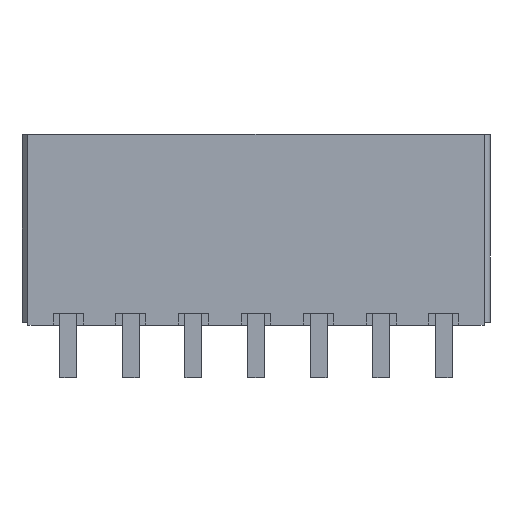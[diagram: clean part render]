
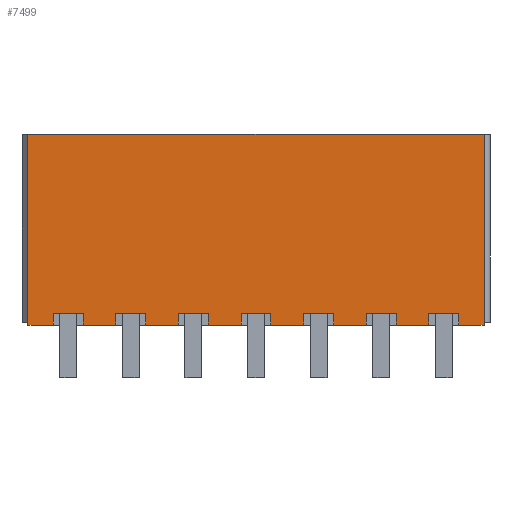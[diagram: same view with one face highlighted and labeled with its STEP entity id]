
A CAD part, top view. The second image highlights one B-rep face of the part: STEP entity #7499.
In plain terms, the highlighted planar face has unit normal (0, 0, 1).
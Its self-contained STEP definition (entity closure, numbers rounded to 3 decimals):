
#9=DIRECTION('',(0.,-1.,0.));
#10=VECTOR('',#9,12.8);
#11=CARTESIAN_POINT('',(-15.3,12.8,4.8));
#12=LINE('',#11,#10);
#565=DIRECTION('',(1.,0.,0.));
#566=VECTOR('',#565,1.7);
#567=CARTESIAN_POINT('',(13.6,0.,4.8));
#568=LINE('',#567,#566);
#585=DIRECTION('',(1.,0.,0.));
#586=VECTOR('',#585,2.2);
#587=CARTESIAN_POINT('',(9.4,0.,4.8));
#588=LINE('',#587,#586);
#613=DIRECTION('',(1.,0.,0.));
#614=VECTOR('',#613,2.2);
#615=CARTESIAN_POINT('',(5.2,0.,4.8));
#616=LINE('',#615,#614);
#641=DIRECTION('',(1.,0.,0.));
#642=VECTOR('',#641,2.2);
#643=CARTESIAN_POINT('',(1.,0.,4.8));
#644=LINE('',#643,#642);
#669=DIRECTION('',(1.,0.,0.));
#670=VECTOR('',#669,2.2);
#671=CARTESIAN_POINT('',(-3.2,0.,4.8));
#672=LINE('',#671,#670);
#697=DIRECTION('',(1.,0.,0.));
#698=VECTOR('',#697,2.2);
#699=CARTESIAN_POINT('',(-7.4,0.,4.8));
#700=LINE('',#699,#698);
#725=DIRECTION('',(1.,0.,0.));
#726=VECTOR('',#725,1.7);
#727=CARTESIAN_POINT('',(-15.3,0.,4.8));
#728=LINE('',#727,#726);
#737=DIRECTION('',(1.,0.,0.));
#738=VECTOR('',#737,2.2);
#739=CARTESIAN_POINT('',(-11.6,0.,4.8));
#740=LINE('',#739,#738);
#1013=DIRECTION('',(1.,0.,0.));
#1014=VECTOR('',#1013,30.6);
#1015=CARTESIAN_POINT('',(-15.3,12.8,4.8));
#1016=LINE('',#1015,#1014);
#1017=DIRECTION('',(0.,1.,0.));
#1018=VECTOR('',#1017,0.8);
#1019=CARTESIAN_POINT('',(13.6,0.,4.8));
#1020=LINE('',#1019,#1018);
#1021=DIRECTION('',(1.,0.,0.));
#1022=VECTOR('',#1021,2.);
#1023=CARTESIAN_POINT('',(11.6,0.8,4.8));
#1024=LINE('',#1023,#1022);
#1025=DIRECTION('',(0.,1.,0.));
#1026=VECTOR('',#1025,0.8);
#1027=CARTESIAN_POINT('',(11.6,0.,4.8));
#1028=LINE('',#1027,#1026);
#1029=DIRECTION('',(0.,1.,0.));
#1030=VECTOR('',#1029,0.8);
#1031=CARTESIAN_POINT('',(9.4,0.,4.8));
#1032=LINE('',#1031,#1030);
#1033=DIRECTION('',(1.,0.,0.));
#1034=VECTOR('',#1033,2.);
#1035=CARTESIAN_POINT('',(7.4,0.8,4.8));
#1036=LINE('',#1035,#1034);
#1037=DIRECTION('',(0.,1.,0.));
#1038=VECTOR('',#1037,0.8);
#1039=CARTESIAN_POINT('',(7.4,0.,4.8));
#1040=LINE('',#1039,#1038);
#1041=DIRECTION('',(0.,1.,0.));
#1042=VECTOR('',#1041,0.8);
#1043=CARTESIAN_POINT('',(5.2,0.,4.8));
#1044=LINE('',#1043,#1042);
#1045=DIRECTION('',(1.,0.,0.));
#1046=VECTOR('',#1045,2.);
#1047=CARTESIAN_POINT('',(3.2,0.8,4.8));
#1048=LINE('',#1047,#1046);
#1049=DIRECTION('',(0.,1.,0.));
#1050=VECTOR('',#1049,0.8);
#1051=CARTESIAN_POINT('',(3.2,0.,4.8));
#1052=LINE('',#1051,#1050);
#1053=DIRECTION('',(0.,1.,0.));
#1054=VECTOR('',#1053,0.8);
#1055=CARTESIAN_POINT('',(1.,0.,4.8));
#1056=LINE('',#1055,#1054);
#1057=DIRECTION('',(1.,0.,0.));
#1058=VECTOR('',#1057,2.);
#1059=CARTESIAN_POINT('',(-1.,0.8,4.8));
#1060=LINE('',#1059,#1058);
#1061=DIRECTION('',(0.,1.,0.));
#1062=VECTOR('',#1061,0.8);
#1063=CARTESIAN_POINT('',(-1.,0.,4.8));
#1064=LINE('',#1063,#1062);
#1065=DIRECTION('',(0.,1.,0.));
#1066=VECTOR('',#1065,0.8);
#1067=CARTESIAN_POINT('',(-3.2,0.,4.8));
#1068=LINE('',#1067,#1066);
#1069=DIRECTION('',(1.,0.,0.));
#1070=VECTOR('',#1069,2.);
#1071=CARTESIAN_POINT('',(-5.2,0.8,4.8));
#1072=LINE('',#1071,#1070);
#1073=DIRECTION('',(0.,1.,0.));
#1074=VECTOR('',#1073,0.8);
#1075=CARTESIAN_POINT('',(-5.2,0.,4.8));
#1076=LINE('',#1075,#1074);
#1077=DIRECTION('',(0.,1.,0.));
#1078=VECTOR('',#1077,0.8);
#1079=CARTESIAN_POINT('',(-7.4,0.,4.8));
#1080=LINE('',#1079,#1078);
#1081=DIRECTION('',(1.,0.,0.));
#1082=VECTOR('',#1081,2.);
#1083=CARTESIAN_POINT('',(-9.4,0.8,4.8));
#1084=LINE('',#1083,#1082);
#1085=DIRECTION('',(0.,1.,0.));
#1086=VECTOR('',#1085,0.8);
#1087=CARTESIAN_POINT('',(-9.4,0.,4.8));
#1088=LINE('',#1087,#1086);
#1089=DIRECTION('',(0.,1.,0.));
#1090=VECTOR('',#1089,0.8);
#1091=CARTESIAN_POINT('',(-11.6,0.,4.8));
#1092=LINE('',#1091,#1090);
#1093=DIRECTION('',(1.,0.,0.));
#1094=VECTOR('',#1093,2.);
#1095=CARTESIAN_POINT('',(-13.6,0.8,4.8));
#1096=LINE('',#1095,#1094);
#1097=DIRECTION('',(0.,1.,0.));
#1098=VECTOR('',#1097,0.8);
#1099=CARTESIAN_POINT('',(-13.6,0.,4.8));
#1100=LINE('',#1099,#1098);
#4766=DIRECTION('',(0.,-1.,0.));
#4767=VECTOR('',#4766,12.8);
#4768=CARTESIAN_POINT('',(15.3,12.8,4.8));
#4769=LINE('',#4768,#4767);
#4811=CARTESIAN_POINT('',(-15.3,12.8,4.8));
#4812=CARTESIAN_POINT('',(-15.3,0.,4.8));
#4813=VERTEX_POINT('',#4811);
#4814=VERTEX_POINT('',#4812);
#4819=CARTESIAN_POINT('',(15.3,12.8,4.8));
#4820=CARTESIAN_POINT('',(15.3,0.,4.8));
#4821=VERTEX_POINT('',#4819);
#4822=VERTEX_POINT('',#4820);
#4937=CARTESIAN_POINT('',(13.6,0.,4.8));
#4938=VERTEX_POINT('',#4937);
#5159=CARTESIAN_POINT('',(9.4,0.,4.8));
#5160=CARTESIAN_POINT('',(11.6,0.,4.8));
#5161=VERTEX_POINT('',#5159);
#5162=VERTEX_POINT('',#5160);
#5167=CARTESIAN_POINT('',(5.2,0.,4.8));
#5168=CARTESIAN_POINT('',(7.4,0.,4.8));
#5169=VERTEX_POINT('',#5167);
#5170=VERTEX_POINT('',#5168);
#5175=CARTESIAN_POINT('',(1.,0.,4.8));
#5176=CARTESIAN_POINT('',(3.2,0.,4.8));
#5177=VERTEX_POINT('',#5175);
#5178=VERTEX_POINT('',#5176);
#5183=CARTESIAN_POINT('',(-3.2,0.,4.8));
#5184=CARTESIAN_POINT('',(-1.,0.,4.8));
#5185=VERTEX_POINT('',#5183);
#5186=VERTEX_POINT('',#5184);
#5191=CARTESIAN_POINT('',(-7.4,0.,4.8));
#5192=CARTESIAN_POINT('',(-5.2,0.,4.8));
#5193=VERTEX_POINT('',#5191);
#5194=VERTEX_POINT('',#5192);
#5205=CARTESIAN_POINT('',(-13.6,0.,4.8));
#5206=VERTEX_POINT('',#5205);
#5207=CARTESIAN_POINT('',(-11.6,0.,4.8));
#5208=CARTESIAN_POINT('',(-9.4,0.,4.8));
#5209=VERTEX_POINT('',#5207);
#5210=VERTEX_POINT('',#5208);
#5309=CARTESIAN_POINT('',(11.6,0.8,4.8));
#5310=CARTESIAN_POINT('',(13.6,0.8,4.8));
#5311=VERTEX_POINT('',#5309);
#5312=VERTEX_POINT('',#5310);
#5329=CARTESIAN_POINT('',(7.4,0.8,4.8));
#5330=CARTESIAN_POINT('',(9.4,0.8,4.8));
#5331=VERTEX_POINT('',#5329);
#5332=VERTEX_POINT('',#5330);
#5353=CARTESIAN_POINT('',(3.2,0.8,4.8));
#5354=CARTESIAN_POINT('',(5.2,0.8,4.8));
#5355=VERTEX_POINT('',#5353);
#5356=VERTEX_POINT('',#5354);
#5377=CARTESIAN_POINT('',(-1.,0.8,4.8));
#5378=CARTESIAN_POINT('',(1.,0.8,4.8));
#5379=VERTEX_POINT('',#5377);
#5380=VERTEX_POINT('',#5378);
#5401=CARTESIAN_POINT('',(-5.2,0.8,4.8));
#5402=CARTESIAN_POINT('',(-3.2,0.8,4.8));
#5403=VERTEX_POINT('',#5401);
#5404=VERTEX_POINT('',#5402);
#5425=CARTESIAN_POINT('',(-9.4,0.8,4.8));
#5426=CARTESIAN_POINT('',(-7.4,0.8,4.8));
#5427=VERTEX_POINT('',#5425);
#5428=VERTEX_POINT('',#5426);
#5455=CARTESIAN_POINT('',(-13.6,0.8,4.8));
#5456=CARTESIAN_POINT('',(-11.6,0.8,4.8));
#5457=VERTEX_POINT('',#5455);
#5458=VERTEX_POINT('',#5456);
#7441=CARTESIAN_POINT('',(-15.3,12.8,4.8));
#7442=DIRECTION('',(0.,0.,1.));
#7443=DIRECTION('',(0.,-1.,0.));
#7444=AXIS2_PLACEMENT_3D('',#7441,#7442,#7443);
#7445=PLANE('',#7444);
#7446=ORIENTED_EDGE('',*,*,#7182,.F.);
#7447=ORIENTED_EDGE('',*,*,#6408,.F.);
#7449=ORIENTED_EDGE('',*,*,#7448,.T.);
#7451=ORIENTED_EDGE('',*,*,#7450,.T.);
#7452=ORIENTED_EDGE('',*,*,#6996,.F.);
#7454=ORIENTED_EDGE('',*,*,#7453,.T.);
#7456=ORIENTED_EDGE('',*,*,#7455,.F.);
#7458=ORIENTED_EDGE('',*,*,#7457,.F.);
#7459=ORIENTED_EDGE('',*,*,#7027,.F.);
#7461=ORIENTED_EDGE('',*,*,#7460,.T.);
#7463=ORIENTED_EDGE('',*,*,#7462,.F.);
#7465=ORIENTED_EDGE('',*,*,#7464,.F.);
#7466=ORIENTED_EDGE('',*,*,#7058,.F.);
#7468=ORIENTED_EDGE('',*,*,#7467,.T.);
#7470=ORIENTED_EDGE('',*,*,#7469,.F.);
#7472=ORIENTED_EDGE('',*,*,#7471,.F.);
#7473=ORIENTED_EDGE('',*,*,#7089,.F.);
#7475=ORIENTED_EDGE('',*,*,#7474,.T.);
#7477=ORIENTED_EDGE('',*,*,#7476,.F.);
#7479=ORIENTED_EDGE('',*,*,#7478,.F.);
#7480=ORIENTED_EDGE('',*,*,#7120,.F.);
#7482=ORIENTED_EDGE('',*,*,#7481,.T.);
#7484=ORIENTED_EDGE('',*,*,#7483,.F.);
#7486=ORIENTED_EDGE('',*,*,#7485,.F.);
#7487=ORIENTED_EDGE('',*,*,#7151,.F.);
#7489=ORIENTED_EDGE('',*,*,#7488,.T.);
#7490=ORIENTED_EDGE('',*,*,#7372,.F.);
#7491=ORIENTED_EDGE('',*,*,#7434,.F.);
#7492=ORIENTED_EDGE('',*,*,#7195,.F.);
#7494=ORIENTED_EDGE('',*,*,#7493,.T.);
#7495=ORIENTED_EDGE('',*,*,#6669,.F.);
#7496=ORIENTED_EDGE('',*,*,#6969,.F.);
#7497=EDGE_LOOP('',(#7446,#7447,#7449,#7451,#7452,#7454,#7456,#7458,#7459,#7461,
#7463,#7465,#7466,#7468,#7470,#7472,#7473,#7475,#7477,#7479,#7480,#7482,#7484,
#7486,#7487,#7489,#7490,#7491,#7492,#7494,#7495,#7496));
#7498=FACE_OUTER_BOUND('',#7497,.F.);
#7499=ADVANCED_FACE('',(#7498),#7445,.T.);
#6408=EDGE_CURVE('',#4813,#4814,#12,.T.);
#6669=EDGE_CURVE('',#5457,#5458,#1096,.T.);
#6969=EDGE_CURVE('',#5206,#5457,#1100,.T.);
#6996=EDGE_CURVE('',#4938,#4822,#568,.T.);
#7027=EDGE_CURVE('',#5161,#5162,#588,.T.);
#7058=EDGE_CURVE('',#5169,#5170,#616,.T.);
#7089=EDGE_CURVE('',#5177,#5178,#644,.T.);
#7120=EDGE_CURVE('',#5185,#5186,#672,.T.);
#7151=EDGE_CURVE('',#5193,#5194,#700,.T.);
#7182=EDGE_CURVE('',#4814,#5206,#728,.T.);
#7195=EDGE_CURVE('',#5209,#5210,#740,.T.);
#7372=EDGE_CURVE('',#5427,#5428,#1084,.T.);
#7434=EDGE_CURVE('',#5210,#5427,#1088,.T.);
#7448=EDGE_CURVE('',#4813,#4821,#1016,.T.);
#7450=EDGE_CURVE('',#4821,#4822,#4769,.T.);
#7453=EDGE_CURVE('',#4938,#5312,#1020,.T.);
#7455=EDGE_CURVE('',#5311,#5312,#1024,.T.);
#7457=EDGE_CURVE('',#5162,#5311,#1028,.T.);
#7460=EDGE_CURVE('',#5161,#5332,#1032,.T.);
#7462=EDGE_CURVE('',#5331,#5332,#1036,.T.);
#7464=EDGE_CURVE('',#5170,#5331,#1040,.T.);
#7467=EDGE_CURVE('',#5169,#5356,#1044,.T.);
#7469=EDGE_CURVE('',#5355,#5356,#1048,.T.);
#7471=EDGE_CURVE('',#5178,#5355,#1052,.T.);
#7474=EDGE_CURVE('',#5177,#5380,#1056,.T.);
#7476=EDGE_CURVE('',#5379,#5380,#1060,.T.);
#7478=EDGE_CURVE('',#5186,#5379,#1064,.T.);
#7481=EDGE_CURVE('',#5185,#5404,#1068,.T.);
#7483=EDGE_CURVE('',#5403,#5404,#1072,.T.);
#7485=EDGE_CURVE('',#5194,#5403,#1076,.T.);
#7488=EDGE_CURVE('',#5193,#5428,#1080,.T.);
#7493=EDGE_CURVE('',#5209,#5458,#1092,.T.);
